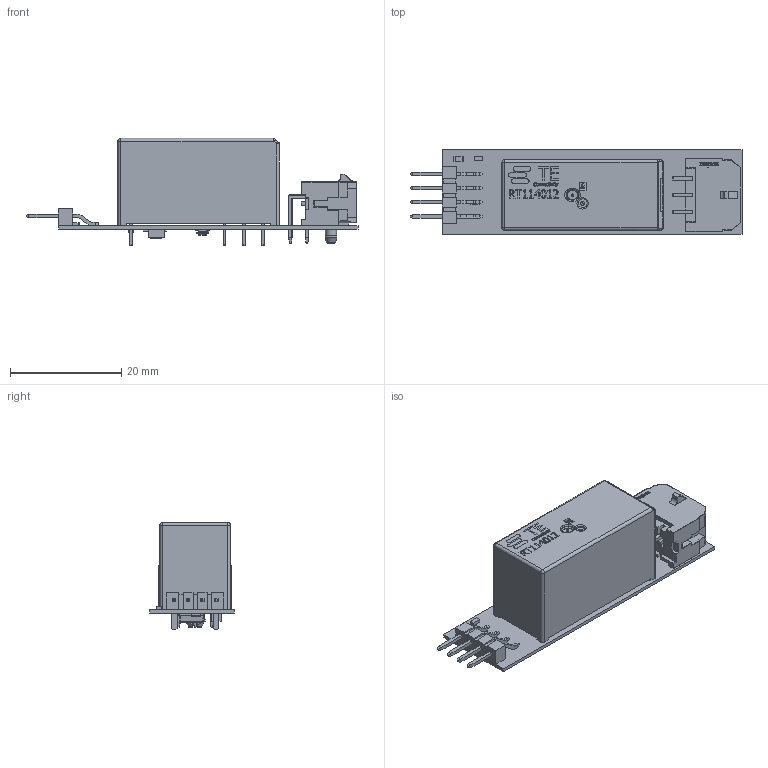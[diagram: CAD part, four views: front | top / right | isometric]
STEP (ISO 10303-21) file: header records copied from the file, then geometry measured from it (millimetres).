
FILE_DESCRIPTION(('Open CASCADE Model'),'2;1');
FILE_NAME('Open CASCADE Shape Model','2023-11-13T12:54:36',('Author'),( 'Open CASCADE'),'Open CASCADE STEP processor 7.5','Open CASCADE 7.5' ,'Unknown');
FILE_SCHEMA(('AUTOMOTIVE_DESIGN { 1 0 10303 214 1 1 1 1 }'));
Length unit declared in the file: millimetre
Products named in the file (59): PCB; Board; Open CASCADE STEP translator 7.5 1.1.1; R4; 8411016240; Extruded; 8411023120; DS1; 8383553408; U1; DBV0005AaksMF05A; BODY_MF05A; LEAD_MF05F; R3; Res_Panasonic_ERJ-2RKF1502X_eec; body; pin; plate; logo1; logo2; R2; Res_Panasonic_Electronic_Components_ERA-3ARB202V_eec; 1; 2; 3; Panasonic Logo; R1; 6272157296; Mid_Body; Terminal; Open CASCADE STEP translator 6.8 18.2.1; Mark; Q1; Trans_Microchip_TN2510N8-G_eec; Microship Logo x0.4; Microchip logo; J1; Conn_Molex_43045-0602_eec; 43045-0601; Pin1_Triangle ...
Assembly tree (64 placements, depth 5):
  PCB
    Board
      Open CASCADE STEP translator 7.5 1.1.1
    R4
      8411016240  x2
        Extruded
      8411023120
        Extruded
    DS1
      8383553408
        Extruded
    U1
      DBV0005AaksMF05A
        BODY_MF05A
        LEAD_MF05F  x5
    R3
      Res_Panasonic_ERJ-2RKF1502X_eec
        body
        pin
        plate
        logo1
        logo2
    R2
      Res_Panasonic_Electronic_Components_ERA-3ARB202V_eec
        1
        2
        3
        Panasonic Logo
    R1
      6272157296
        Mid_Body
        Terminal  x2
          Open CASCADE STEP translator 6.8 18.2.1
        Mark
    Q1
      Trans_Microchip_TN2510N8-G_eec
        1
        2
        3
        Microship Logo x0.4
        Microchip logo
    J1
      Conn_Molex_43045-0602_eec
        43045-0601
          1
          2
          3
          Pin1_Triangle
          Molex
    D1
      6212772016
        Extruded
    K1
      Relay_TE_Connectivity_RT114012_eec
        1
        TE connectivity Logo 1
        pins
    P1
      TSM-104-01-X-SH
Bounding box: 59.7 x 15.11 x 19.31 mm (x, y, z)
Volume: 6892 mm3; surface area: 5551.9 mm2
Topology: 124 solids, 124 shells, 2372 faces, 5745 edges, 3644 vertices
Faces by surface type: plane 1395, cylinder 438, bspline 387, sphere 126, torus 24, cone 2
Full cylindrical faces by diameter (mm): 0.33 x1, 0.422 x1, 0.518 x1, 1.63 x1
Entity records: 74699 total; most frequent: CARTESIAN_POINT 19424, ORIENTED_EDGE 11130, DIRECTION 9631, EDGE_CURVE 5565, LINE 3929, VECTOR 3929, VERTEX_POINT 3524, AXIS2_PLACEMENT_3D 2851
